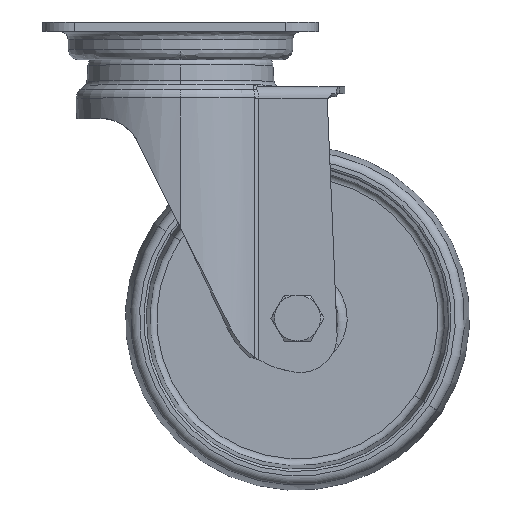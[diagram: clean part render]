
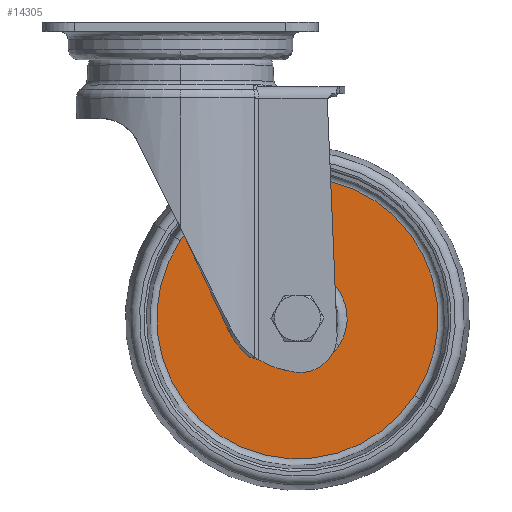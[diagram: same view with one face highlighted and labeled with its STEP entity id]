
A CAD part, top view. The second image highlights one B-rep face of the part: STEP entity #14305.
In plain terms, the highlighted planar face has unit normal (0, 0, 1).
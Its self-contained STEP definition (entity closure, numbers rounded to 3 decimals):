
#636 = VERTEX_POINT ( 'NONE', #4888 ) ;
#671 = CIRCLE ( 'NONE', #5236, 30.65 ) ;
#1101 = DIRECTION ( 'NONE',  ( 0.834, -0.551, 0. ) ) ;
#1482 = AXIS2_PLACEMENT_3D ( 'NONE', #12151, #13602, #8093 ) ;
#1867 = ORIENTED_EDGE ( 'NONE', *, *, #10565, .T. ) ;
#1905 = AXIS2_PLACEMENT_3D ( 'NONE', #9899, #13706, #11034 ) ;
#2144 = CIRCLE ( 'NONE', #17419, 10.84 ) ;
#2302 = DIRECTION ( 'NONE',  ( 0., 0., -1. ) ) ;
#2405 = ORIENTED_EDGE ( 'NONE', *, *, #12725, .T. ) ;
#2556 = DIRECTION ( 'NONE',  ( 0., 0., -1. ) ) ;
#2928 = VERTEX_POINT ( 'NONE', #16453 ) ;
#3664 = EDGE_LOOP ( 'NONE', ( #11890, #12513 ) ) ;
#3758 = CIRCLE ( 'NONE', #8113, 10.84 ) ;
#3835 = VERTEX_POINT ( 'NONE', #6024 ) ;
#4268 = EDGE_CURVE ( 'NONE', #636, #11458, #10292, .T. ) ;
#4346 = FACE_BOUND ( 'NONE', #11822, .T. ) ;
#4660 = CARTESIAN_POINT ( 'NONE',  ( 25.5, -64.498, 2. ) ) ;
#4888 = CARTESIAN_POINT ( 'NONE',  ( -0.069, -47.598, 2. ) ) ;
#5001 = EDGE_CURVE ( 'NONE', #11458, #636, #671, .T. ) ;
#5236 = AXIS2_PLACEMENT_3D ( 'NONE', #4660, #14048, #15095 ) ;
#6024 = CARTESIAN_POINT ( 'NONE',  ( 16.457, -58.521, 2. ) ) ;
#6742 = PLANE ( 'NONE',  #1482 ) ;
#7674 = CARTESIAN_POINT ( 'NONE',  ( 25.5, -64.498, 2. ) ) ;
#7837 = DIRECTION ( 'NONE',  ( 0.834, -0.551, 0. ) ) ;
#8093 = DIRECTION ( 'NONE',  ( 0.834, -0.551, 0. ) ) ;
#8113 = AXIS2_PLACEMENT_3D ( 'NONE', #7674, #2302, #7837 ) ;
#9899 = CARTESIAN_POINT ( 'NONE',  ( 25.5, -64.498, 2. ) ) ;
#10292 = CIRCLE ( 'NONE', #1905, 30.65 ) ;
#10565 = EDGE_CURVE ( 'NONE', #2928, #3835, #3758, .T. ) ;
#11034 = DIRECTION ( 'NONE',  ( 0.834, -0.551, 0. ) ) ;
#11458 = VERTEX_POINT ( 'NONE', #13560 ) ;
#11512 = FACE_OUTER_BOUND ( 'NONE', #3664, .T. ) ;
#11822 = EDGE_LOOP ( 'NONE', ( #1867, #2405 ) ) ;
#11890 = ORIENTED_EDGE ( 'NONE', *, *, #5001, .T. ) ;
#12151 = CARTESIAN_POINT ( 'NONE',  ( 30.463, -56.99, 2. ) ) ;
#12513 = ORIENTED_EDGE ( 'NONE', *, *, #4268, .T. ) ;
#12725 = EDGE_CURVE ( 'NONE', #3835, #2928, #2144, .T. ) ;
#13560 = CARTESIAN_POINT ( 'NONE',  ( 51.069, -81.398, 2. ) ) ;
#13602 = DIRECTION ( 'NONE',  ( 0., 0., 1. ) ) ;
#13706 = DIRECTION ( 'NONE',  ( 0., 0., 1. ) ) ;
#14048 = DIRECTION ( 'NONE',  ( 0., 0., 1. ) ) ;
#14305 = ADVANCED_FACE ( 'NONE', ( #11512, #4346 ), #6742, .T. ) ;
#15095 = DIRECTION ( 'NONE',  ( 0.834, -0.551, 0. ) ) ;
#16073 = CARTESIAN_POINT ( 'NONE',  ( 25.5, -64.498, 2. ) ) ;
#16453 = CARTESIAN_POINT ( 'NONE',  ( 34.543, -70.475, 2. ) ) ;
#17419 = AXIS2_PLACEMENT_3D ( 'NONE', #16073, #2556, #1101 ) ;
